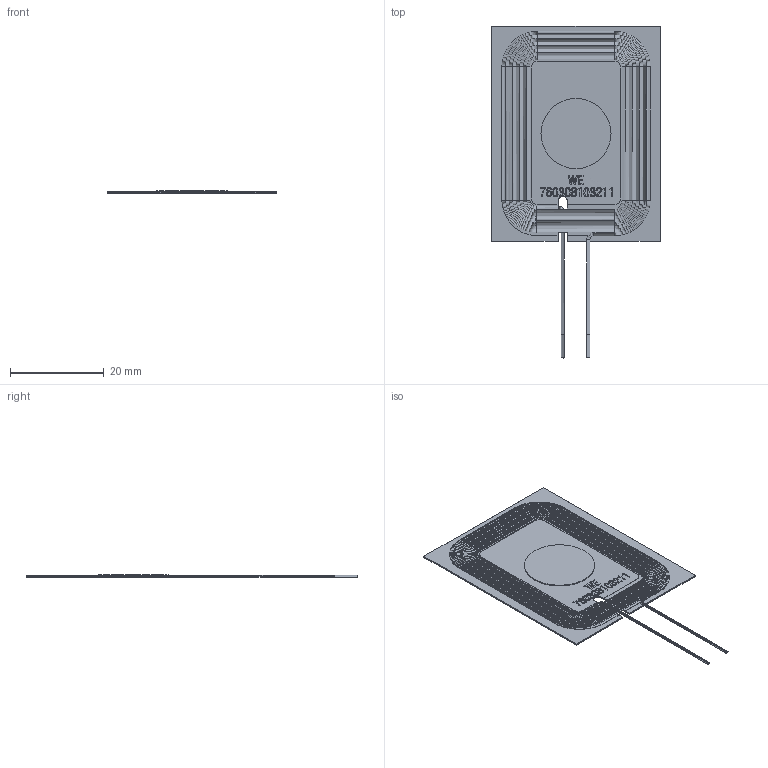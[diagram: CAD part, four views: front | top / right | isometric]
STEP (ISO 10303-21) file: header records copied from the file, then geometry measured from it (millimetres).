
FILE_DESCRIPTION(/* description */ ('Unknown'),/* implementation_level */ '2;1');
FILE_NAME(/* name */ 'L_Wurth_WE-WPCC-RX_760308103211',/* time_stamp */ '2025-04-22T17:16:05+08:00',/* author */ ('Unknown'),/* organization */ ('Unknown'),/* preprocessor_version */ 'ST-DEVELOPER v19.4',/* originating_system */ 'Solid Edge',/* authorisation */ 'Unknown');
FILE_SCHEMA (('AUTOMOTIVE_DESIGN {1 0 10303 214 3 1 1}'));
Length unit declared in the file: millimetre
Products named in the file (2): L_Wurth_WE-WPCC-RX_760308103211
Assembly tree (1 placements, depth 2):
  L_Wurth_WE-WPCC-RX_760308103211
    L_Wurth_WE-WPCC-RX_760308103211
Bounding box: 36 x 71 x 0.52 mm (x, y, z)
Volume: 689.6 mm3; surface area: 17671.9 mm2
Topology: 9 solids, 9 shells, 460 faces, 1126 edges, 709 vertices
Faces by surface type: cylinder 161, plane 146, torus 132, bspline 21
Full cylindrical faces by diameter (mm): 0.21 x6, 15 x3
Entity records: 17114 total; most frequent: CARTESIAN_POINT 4958, ORIENTED_EDGE 2216, DIRECTION 1843, EDGE_CURVE 1108, AXIS2_PLACEMENT_3D 756, VERTEX_POINT 709, EDGE_LOOP 505, FACE_BOUND 505
